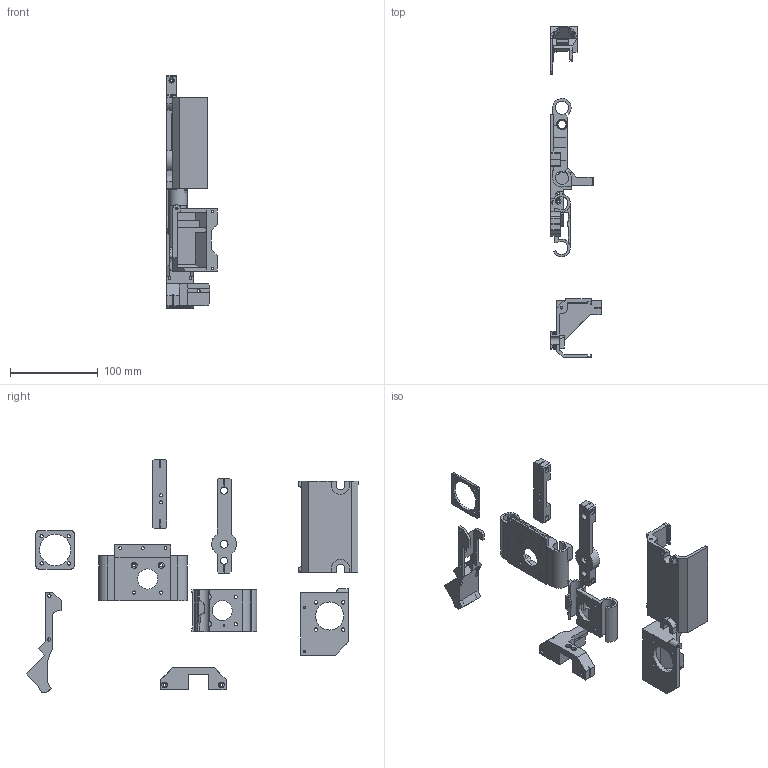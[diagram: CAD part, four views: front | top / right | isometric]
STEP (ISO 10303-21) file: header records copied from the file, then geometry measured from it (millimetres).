
FILE_DESCRIPTION(/* description */ (''),/* implementation_level */ '2;1');
FILE_NAME(/* name */ 'Additive MJF.step',/* time_stamp */ '2025-04-04T22:17:07+02:00',/* author */ (''),/* organization */ (''),/* preprocessor_version */ 'ST-DEVELOPER v20.1',/* originating_system */ 'Autodesk Translation Framework v14.4.0.0',/* authorisation */ '');
FILE_SCHEMA (('AUTOMOTIVE_DESIGN { 1 0 10303 214 3 1 1 }'));
Length unit declared in the file: millimetre
Products named in the file (10): Print Bed v6; 2; 3; 4; 6; 14; 18; 24; 31; 32
Assembly tree (9 placements, depth 2):
  Print Bed v6
    2
    3
    4
    6
    14
    18
    24
    31
    32
Bounding box: 57.48 x 378.36 x 266.36 mm (x, y, z)
Volume: 212430.6 mm3; surface area: 127250.2 mm2
Topology: 9 solids, 9 shells, 655 faces, 1815 edges, 1178 vertices
Faces by surface type: plane 444, cylinder 175, bspline 20, cone 8, torus 4, sphere 4
Full cylindrical faces by diameter (mm): 2 x1, 2.25 x4, 2.5 x2, 2.6 x2, 2.8 x1, 3.1 x3, 3.2 x16, 3.3 x1, 3.5 x3, 3.6 x8, 3.8 x10, 4.2 x1, 6 x6, 6.5 x8, 7 x1, 8 x1, 9 x1, 9.3 x1, 12 x1, 22.3 x1, 22.858 x1, 32 x1, 35.826 x1
Entity records: 22041 total; most frequent: CARTESIAN_POINT 4595, ORIENTED_EDGE 3620, DIRECTION 3464, EDGE_CURVE 1810, LINE 1348, VECTOR 1348, VERTEX_POINT 1178, AXIS2_PLACEMENT_3D 1058
